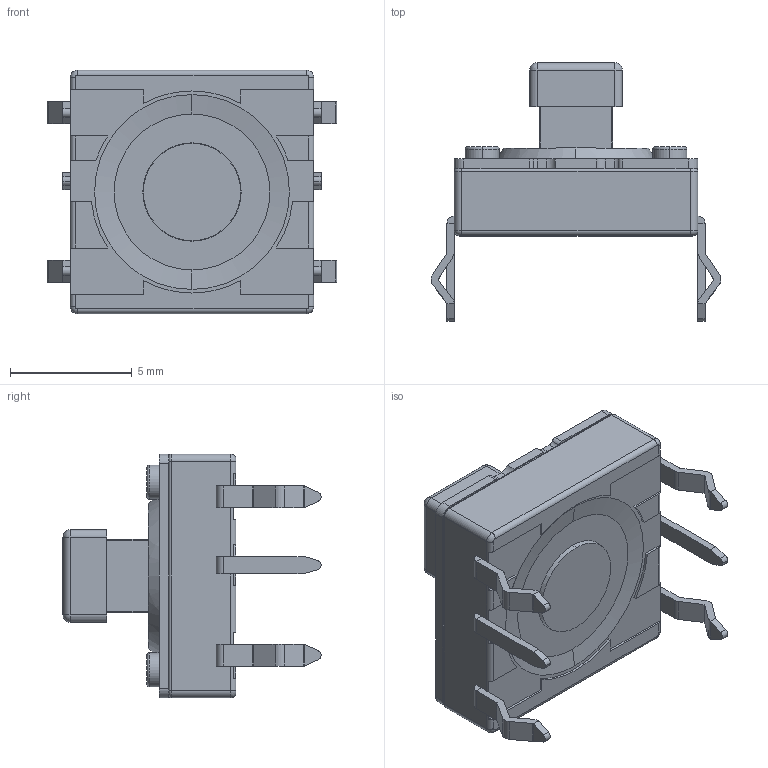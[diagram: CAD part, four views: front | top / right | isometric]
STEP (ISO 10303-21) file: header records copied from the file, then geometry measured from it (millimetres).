
FILE_DESCRIPTION(('STEP AP242'),'1');
FILE_NAME('skquaaa010.stp','2021-06-23T09:13:35',('TraceParts'),('TraceParts S.A.'),'Spatial InterOp 3D',' ',' ');
FILE_SCHEMA(('AP242_MANAGED_MODEL_BASED_3D_ENGINEERING_MIM_LF {1 0 10303 442 1 1 4}'));
Length unit declared in the file: millimetre
Products named in the file (1): skquaaa010
Bounding box: 11.9 x 10.6 x 10 mm (x, y, z)
Volume: 368.9 mm3; surface area: 478.7 mm2
Topology: 1 solids, 5 shells, 291 faces, 712 edges, 442 vertices
Faces by surface type: plane 145, cylinder 120, torus 16, sphere 6, cone 4
Entity records: 10875 total; most frequent: DIRECTION 1584, CARTESIAN_POINT 1442, ORIENTED_EDGE 1416, EDGE_CURVE 708, AXIS2_PLACEMENT_3D 584, VERTEX_POINT 442, LINE 416, VECTOR 416
